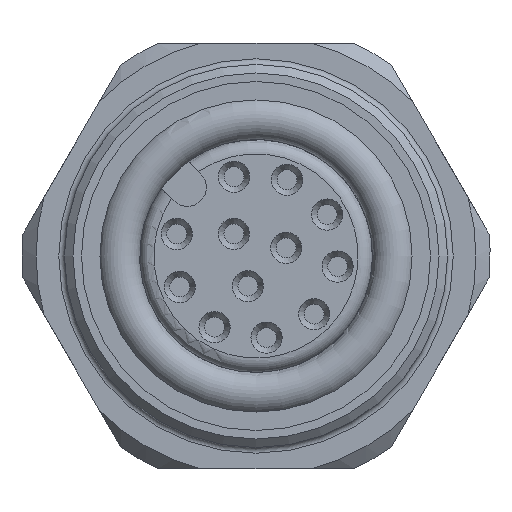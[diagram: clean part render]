
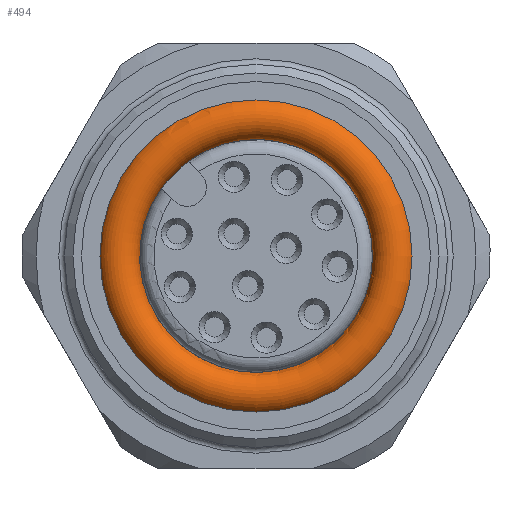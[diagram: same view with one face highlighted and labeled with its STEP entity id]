
A CAD part, left-side view. The second image highlights one B-rep face of the part: STEP entity #494.
In plain terms, the highlighted toroidal (fillet/blend) face has major radius 4.845 mm and minor radius 0.75 mm.
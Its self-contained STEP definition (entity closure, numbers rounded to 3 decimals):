
#64=TOROIDAL_SURFACE('',#2790,4.845,0.75);
#277=B_SPLINE_CURVE_WITH_KNOTS('',3,(#5065,#5066,#5067,#5068),
 .UNSPECIFIED.,.F.,.F.,(4,4),(0.,1.),.UNSPECIFIED.);
#278=B_SPLINE_CURVE_WITH_KNOTS('',3,(#5072,#5073,#5074,#5075),
 .UNSPECIFIED.,.F.,.F.,(4,4),(0.,1.),.UNSPECIFIED.);
#494=ADVANCED_FACE('',(#836,#837,#838),#64,.T.);
#836=FACE_BOUND('',#1171,.T.);
#837=FACE_BOUND('',#1172,.T.);
#838=FACE_BOUND('',#1173,.T.);
#1171=EDGE_LOOP('',(#1681,#1682,#1683,#1684));
#1172=EDGE_LOOP('',(#1685));
#1173=EDGE_LOOP('',(#1686));
#1681=ORIENTED_EDGE('',*,*,#2253,.F.);
#1682=ORIENTED_EDGE('',*,*,#2254,.T.);
#1683=ORIENTED_EDGE('',*,*,#2255,.F.);
#1684=ORIENTED_EDGE('',*,*,#2256,.T.);
#1685=ORIENTED_EDGE('',*,*,#2049,.T.);
#1686=ORIENTED_EDGE('',*,*,#2257,.T.);
#1817=VERTEX_POINT('',#3704);
#1989=VERTEX_POINT('',#5063);
#1990=VERTEX_POINT('',#5064);
#1991=VERTEX_POINT('',#5069);
#1992=VERTEX_POINT('',#5071);
#1993=VERTEX_POINT('',#5077);
#2049=EDGE_CURVE('',#1817,#1817,#2321,.T.);
#2253=EDGE_CURVE('',#1989,#1990,#2461,.T.);
#2254=EDGE_CURVE('',#1989,#1991,#277,.T.);
#2255=EDGE_CURVE('',#1992,#1991,#2462,.T.);
#2256=EDGE_CURVE('',#1992,#1990,#278,.T.);
#2257=EDGE_CURVE('',#1993,#1993,#2463,.T.);
#2321=CIRCLE('',#2516,5.5);
#2461=CIRCLE('',#2787,4.1);
#2462=CIRCLE('',#2788,4.1);
#2463=CIRCLE('',#2789,4.723);
#2516=AXIS2_PLACEMENT_3D('',#3703,#2898,#2899);
#2787=AXIS2_PLACEMENT_3D('',#5062,#3476,#3477);
#2788=AXIS2_PLACEMENT_3D('',#5070,#3478,#3479);
#2789=AXIS2_PLACEMENT_3D('',#5076,#3480,#3481);
#2790=AXIS2_PLACEMENT_3D('',#5078,#3482,#3483);
#2898=DIRECTION('',(-1.,0.,0.));
#2899=DIRECTION('',(0.,0.,-1.));
#3476=DIRECTION('',(1.,0.,0.));
#3477=DIRECTION('',(0.,0.,1.));
#3478=DIRECTION('',(-1.,0.,0.));
#3479=DIRECTION('',(0.,0.,-1.));
#3480=DIRECTION('',(1.,0.,0.));
#3481=DIRECTION('',(0.,0.,1.));
#3482=DIRECTION('',(-1.,0.,0.));
#3483=DIRECTION('',(0.,0.,1.));
#3703=CARTESIAN_POINT('',(8.095,0.,0.));
#3704=CARTESIAN_POINT('',(8.095,0.,-5.5));
#5062=CARTESIAN_POINT('',(8.546,0.,0.));
#5063=CARTESIAN_POINT('',(8.546,2.382,3.337));
#5064=CARTESIAN_POINT('',(8.546,3.337,2.382));
#5065=CARTESIAN_POINT('',(8.546,2.382,3.337));
#5066=CARTESIAN_POINT('',(8.489,2.378,3.331));
#5067=CARTESIAN_POINT('',(8.431,2.378,3.331));
#5068=CARTESIAN_POINT('',(8.374,2.382,3.337));
#5069=CARTESIAN_POINT('',(8.374,2.382,3.337));
#5070=CARTESIAN_POINT('',(8.374,0.,0.));
#5071=CARTESIAN_POINT('',(8.374,3.337,2.382));
#5072=CARTESIAN_POINT('',(8.374,3.337,2.382));
#5073=CARTESIAN_POINT('',(8.431,3.331,2.378));
#5074=CARTESIAN_POINT('',(8.489,3.331,2.378));
#5075=CARTESIAN_POINT('',(8.546,3.337,2.382));
#5076=CARTESIAN_POINT('',(9.2,0.,0.));
#5077=CARTESIAN_POINT('',(9.2,0.,4.723));
#5078=CARTESIAN_POINT('',(8.46,0.,0.));
